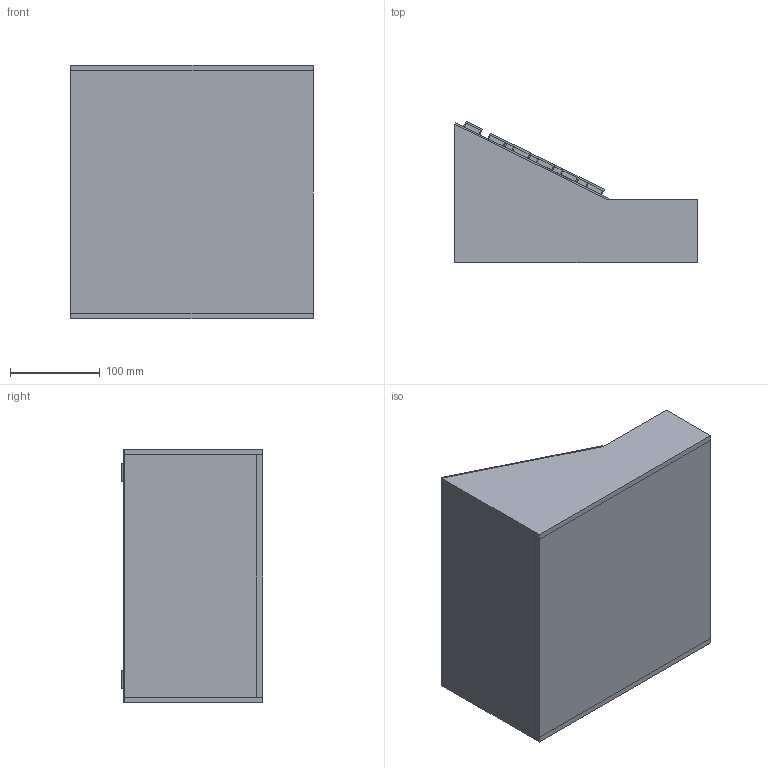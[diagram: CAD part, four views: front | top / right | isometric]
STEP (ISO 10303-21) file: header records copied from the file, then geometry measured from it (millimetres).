
FILE_DESCRIPTION(/* description */ (''),/* implementation_level */ '2;1');
FILE_NAME(/* name */ 'Final.stp',/* time_stamp */ '2020-08-06T12:06:28-06:00',/* author */ ('adick'),/* organization */ (''),/* preprocessor_version */ 'ST-DEVELOPER v18.1',/* originating_system */ 'Autodesk Inventor 2021',/* authorisation */ '');
FILE_SCHEMA (('AUTOMOTIVE_DESIGN { 1 0 10303 214 3 1 1 }'));
Products named in the file (9): v.3; Bottom; Front; Back; Sides; Front Plywood; Arm Rest; Part2; test2
Assembly tree (27 placements, depth 2):
  v.3
    Sides  x2
    Bottom
    Front
    Back
    Front Plywood
    Arm Rest
    Part2
    test2  x19
Bounding box: 270 x 157.28 x 282.7 mm (x, y, z)
Volume: 1383432.2 mm3; surface area: 574721.5 mm2
Topology: 27 solids, 27 shells, 759 faces, 1935 edges, 1290 vertices
Faces by surface type: plane 634, cylinder 106, torus 19
Full cylindrical faces by diameter (mm): 5.5 x20, 12 x6
Entity records: 6723 total; most frequent: CARTESIAN_POINT 1091, ORIENTED_EDGE 1032, DIRECTION 1013, EDGE_CURVE 516, LINE 481, VECTOR 481, VERTEX_POINT 344, AXIS2_PLACEMENT_3D 266
